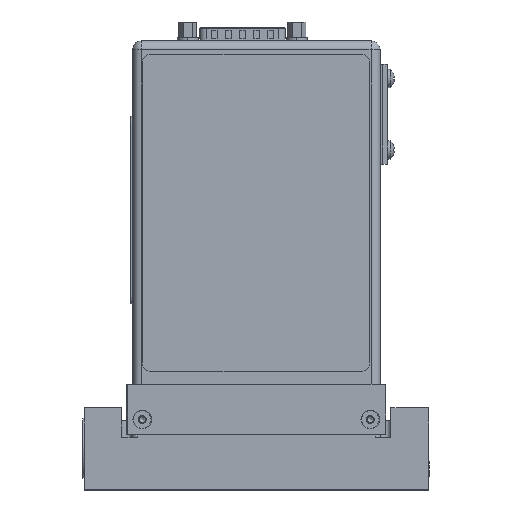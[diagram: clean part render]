
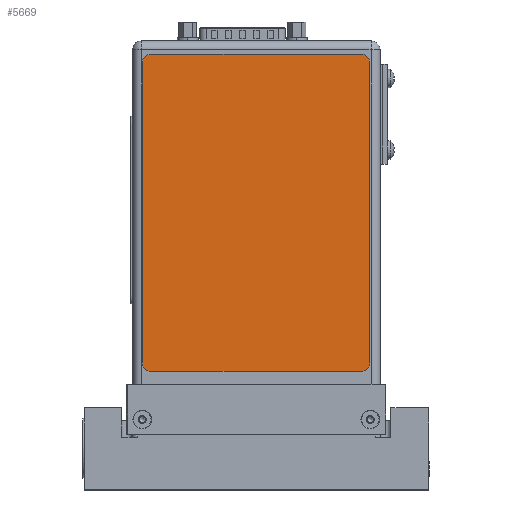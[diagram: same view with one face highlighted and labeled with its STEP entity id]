
A CAD part, top view. The second image highlights one B-rep face of the part: STEP entity #5669.
In plain terms, the highlighted planar face has unit normal (0, 0, 1).
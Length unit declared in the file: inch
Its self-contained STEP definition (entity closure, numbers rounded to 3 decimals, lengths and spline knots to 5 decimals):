
#5450=CARTESIAN_POINT('',(2.63,3.71,0.004));
#5451=DIRECTION('',(0.,0.,-1.));
#5452=DIRECTION('',(0.,1.,0.));
#5453=AXIS2_PLACEMENT_3D('',#5450,#5451,#5452);
#5455=DIRECTION('',(0.,-1.,0.));
#5456=VECTOR('',#5455,3.61);
#5457=CARTESIAN_POINT('',(2.73,3.71,0.004));
#5458=LINE('',#5457,#5456);
#5459=CARTESIAN_POINT('',(2.63,0.1,0.004));
#5460=DIRECTION('',(0.,0.,-1.));
#5461=DIRECTION('',(1.,0.,0.));
#5462=AXIS2_PLACEMENT_3D('',#5459,#5460,#5461);
#5464=DIRECTION('',(-1.,0.,0.));
#5465=VECTOR('',#5464,2.53);
#5466=CARTESIAN_POINT('',(2.63,0.,0.004));
#5467=LINE('',#5466,#5465);
#5468=CARTESIAN_POINT('',(0.1,0.1,0.004));
#5469=DIRECTION('',(0.,0.,-1.));
#5470=DIRECTION('',(0.,-1.,0.));
#5471=AXIS2_PLACEMENT_3D('',#5468,#5469,#5470);
#5473=DIRECTION('',(0.,1.,0.));
#5474=VECTOR('',#5473,3.61);
#5475=CARTESIAN_POINT('',(0.,0.1,0.004));
#5476=LINE('',#5475,#5474);
#5477=CARTESIAN_POINT('',(0.1,3.71,0.004));
#5478=DIRECTION('',(0.,0.,-1.));
#5479=DIRECTION('',(-1.,0.,0.));
#5480=AXIS2_PLACEMENT_3D('',#5477,#5478,#5479);
#5482=DIRECTION('',(1.,0.,0.));
#5483=VECTOR('',#5482,2.53);
#5484=CARTESIAN_POINT('',(0.1,3.81,0.004));
#5485=LINE('',#5484,#5483);
#5502=CARTESIAN_POINT('',(2.73,3.71,0.004));
#5503=VERTEX_POINT('',#5502);
#5504=CARTESIAN_POINT('',(2.63,3.81,0.004));
#5505=VERTEX_POINT('',#5504);
#5506=CARTESIAN_POINT('',(2.73,0.1,0.004));
#5507=VERTEX_POINT('',#5506);
#5508=CARTESIAN_POINT('',(2.63,0.,0.004));
#5509=VERTEX_POINT('',#5508);
#5510=CARTESIAN_POINT('',(0.1,0.,0.004));
#5511=VERTEX_POINT('',#5510);
#5512=CARTESIAN_POINT('',(0.,0.1,0.004));
#5513=VERTEX_POINT('',#5512);
#5514=CARTESIAN_POINT('',(0.,3.71,0.004));
#5515=VERTEX_POINT('',#5514);
#5516=CARTESIAN_POINT('',(0.1,3.81,0.004));
#5517=VERTEX_POINT('',#5516);
#5654=CARTESIAN_POINT('',(0.,0.,0.004));
#5655=DIRECTION('',(0.,0.,1.));
#5656=DIRECTION('',(1.,0.,0.));
#5657=AXIS2_PLACEMENT_3D('',#5654,#5655,#5656);
#5658=PLANE('',#5657);
#5659=ORIENTED_EDGE('',*,*,#5550,.T.);
#5660=ORIENTED_EDGE('',*,*,#5566,.T.);
#5661=ORIENTED_EDGE('',*,*,#5579,.T.);
#5662=ORIENTED_EDGE('',*,*,#5592,.T.);
#5663=ORIENTED_EDGE('',*,*,#5607,.T.);
#5664=ORIENTED_EDGE('',*,*,#5620,.T.);
#5665=ORIENTED_EDGE('',*,*,#5635,.T.);
#5666=ORIENTED_EDGE('',*,*,#5647,.T.);
#5667=EDGE_LOOP('',(#5659,#5660,#5661,#5662,#5663,#5664,#5665,#5666));
#5668=FACE_OUTER_BOUND('',#5667,.F.);
#5669=ADVANCED_FACE('',(#5668),#5658,.T.);
#5454=CIRCLE('',#5453,0.1);
#5463=CIRCLE('',#5462,0.1);
#5472=CIRCLE('',#5471,0.1);
#5481=CIRCLE('',#5480,0.1);
#5550=EDGE_CURVE('',#5505,#5503,#5454,.T.);
#5566=EDGE_CURVE('',#5503,#5507,#5458,.T.);
#5579=EDGE_CURVE('',#5507,#5509,#5463,.T.);
#5592=EDGE_CURVE('',#5509,#5511,#5467,.T.);
#5607=EDGE_CURVE('',#5511,#5513,#5472,.T.);
#5620=EDGE_CURVE('',#5513,#5515,#5476,.T.);
#5635=EDGE_CURVE('',#5515,#5517,#5481,.T.);
#5647=EDGE_CURVE('',#5517,#5505,#5485,.T.);
